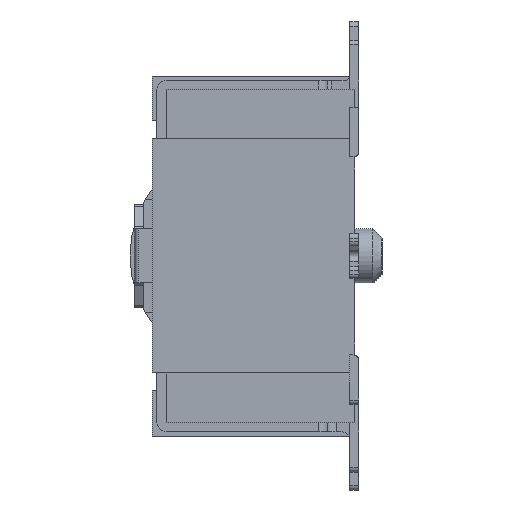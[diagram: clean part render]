
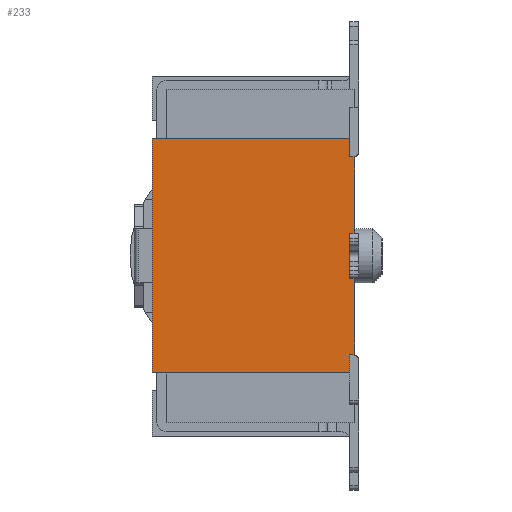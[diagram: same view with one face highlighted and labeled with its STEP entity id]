
A CAD part, left-side view. The second image highlights one B-rep face of the part: STEP entity #233.
In plain terms, the highlighted planar face has unit normal (-1, 0, 0).
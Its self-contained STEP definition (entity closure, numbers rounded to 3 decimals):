
#124 = DIRECTION ( 'NONE',  ( 0., 0., 1. ) ) ;
#218 = VERTEX_POINT ( 'NONE', #2921 ) ;
#233 = ADVANCED_FACE ( 'NONE', ( #2422 ), #4747, .T. ) ;
#283 = CARTESIAN_POINT ( 'NONE',  ( -9.5, -2.38, -2.2 ) ) ;
#318 = EDGE_CURVE ( 'NONE', #1842, #7495, #6326, .T. ) ;
#352 = CARTESIAN_POINT ( 'NONE',  ( -9.5, 2., 2.6 ) ) ;
#375 = CARTESIAN_POINT ( 'NONE',  ( -9.5, -2.5, 2.202 ) ) ;
#402 = CARTESIAN_POINT ( 'NONE',  ( -9.5, -2.38, -0.5 ) ) ;
#443 = EDGE_CURVE ( 'NONE', #3922, #218, #2596, .T. ) ;
#484 = CIRCLE ( 'NONE', #4117, 0.1 ) ;
#555 = ORIENTED_EDGE ( 'NONE', *, *, #443, .T. ) ;
#571 = VECTOR ( 'NONE', #3971, 1000. ) ;
#573 = AXIS2_PLACEMENT_3D ( 'NONE', #3575, #6525, #5407 ) ;
#660 = VECTOR ( 'NONE', #3404, 1000. ) ;
#683 = CARTESIAN_POINT ( 'NONE',  ( -9.5, -2.5, -2.6 ) ) ;
#849 = LINE ( 'NONE', #2774, #660 ) ;
#859 = CARTESIAN_POINT ( 'NONE',  ( -9.5, -2.48, 2.3 ) ) ;
#962 = DIRECTION ( 'NONE',  ( 0., 0., -1. ) ) ;
#969 = ORIENTED_EDGE ( 'NONE', *, *, #2985, .T. ) ;
#1137 = VERTEX_POINT ( 'NONE', #3582 ) ;
#1233 = DIRECTION ( 'NONE',  ( 0., 0., -1. ) ) ;
#1276 = ORIENTED_EDGE ( 'NONE', *, *, #7371, .F. ) ;
#1380 = DIRECTION ( 'NONE',  ( 0., 0., -1. ) ) ;
#1414 = VERTEX_POINT ( 'NONE', #2018 ) ;
#1540 = ORIENTED_EDGE ( 'NONE', *, *, #7041, .F. ) ;
#1577 = ORIENTED_EDGE ( 'NONE', *, *, #318, .F. ) ;
#1701 = VERTEX_POINT ( 'NONE', #3138 ) ;
#1714 = CARTESIAN_POINT ( 'NONE',  ( -9.5, -2.48, -2.2 ) ) ;
#1739 = EDGE_CURVE ( 'NONE', #3922, #1414, #5858, .T. ) ;
#1795 = LINE ( 'NONE', #6881, #4669 ) ;
#1842 = VERTEX_POINT ( 'NONE', #6986 ) ;
#1890 = VERTEX_POINT ( 'NONE', #283 ) ;
#2013 = VERTEX_POINT ( 'NONE', #402 ) ;
#2018 = CARTESIAN_POINT ( 'NONE',  ( -9.5, -2.5, 0.5 ) ) ;
#2342 = DIRECTION ( 'NONE',  ( 0., 0., 1. ) ) ;
#2378 = AXIS2_PLACEMENT_3D ( 'NONE', #859, #4529, #7578 ) ;
#2407 = VERTEX_POINT ( 'NONE', #1714 ) ;
#2422 = FACE_OUTER_BOUND ( 'NONE', #6960, .T. ) ;
#2596 = CIRCLE ( 'NONE', #2378, 0.1 ) ;
#2658 = ORIENTED_EDGE ( 'NONE', *, *, #4262, .F. ) ;
#2660 = CARTESIAN_POINT ( 'NONE',  ( -9.5, -2.38, 0.5 ) ) ;
#2752 = VECTOR ( 'NONE', #2869, 1000. ) ;
#2774 = CARTESIAN_POINT ( 'NONE',  ( -9.5, 2., 0.5 ) ) ;
#2827 = VERTEX_POINT ( 'NONE', #4854 ) ;
#2863 = ORIENTED_EDGE ( 'NONE', *, *, #5092, .F. ) ;
#2869 = DIRECTION ( 'NONE',  ( 0., 0., 1. ) ) ;
#2921 = CARTESIAN_POINT ( 'NONE',  ( -9.5, -2.48, 2.2 ) ) ;
#2985 = EDGE_CURVE ( 'NONE', #1137, #7495, #4161, .T. ) ;
#3138 = CARTESIAN_POINT ( 'NONE',  ( -9.5, -2.38, 2.2 ) ) ;
#3246 = ORIENTED_EDGE ( 'NONE', *, *, #1739, .F. ) ;
#3251 = CARTESIAN_POINT ( 'NONE',  ( -9.5, -2.38, 4. ) ) ;
#3343 = LINE ( 'NONE', #3251, #2752 ) ;
#3404 = DIRECTION ( 'NONE',  ( 0., 1., 0. ) ) ;
#3543 = ORIENTED_EDGE ( 'NONE', *, *, #6750, .F. ) ;
#3575 = CARTESIAN_POINT ( 'NONE',  ( -9.5, 2., 4. ) ) ;
#3582 = CARTESIAN_POINT ( 'NONE',  ( -9.5, -2.38, 2.6 ) ) ;
#3686 = VECTOR ( 'NONE', #7757, 1000. ) ;
#3922 = VERTEX_POINT ( 'NONE', #375 ) ;
#3971 = DIRECTION ( 'NONE',  ( 0., -1., 0. ) ) ;
#3991 = LINE ( 'NONE', #5865, #4387 ) ;
#4045 = CARTESIAN_POINT ( 'NONE',  ( -9.5, -2.5, 2.6 ) ) ;
#4068 = EDGE_CURVE ( 'NONE', #2827, #1842, #5574, .T. ) ;
#4074 = CARTESIAN_POINT ( 'NONE',  ( -9.5, -2.38, 4. ) ) ;
#4096 = VECTOR ( 'NONE', #4759, 1000. ) ;
#4117 = AXIS2_PLACEMENT_3D ( 'NONE', #6825, #4316, #124 ) ;
#4161 = LINE ( 'NONE', #4045, #3686 ) ;
#4251 = CARTESIAN_POINT ( 'NONE',  ( -9.5, 2., -0.5 ) ) ;
#4262 = EDGE_CURVE ( 'NONE', #1701, #218, #1795, .T. ) ;
#4316 = DIRECTION ( 'NONE',  ( 1., 0., 0. ) ) ;
#4387 = VECTOR ( 'NONE', #962, 1000. ) ;
#4529 = DIRECTION ( 'NONE',  ( 1., 0., 0. ) ) ;
#4551 = ORIENTED_EDGE ( 'NONE', *, *, #6087, .T. ) ;
#4669 = VECTOR ( 'NONE', #7583, 1000. ) ;
#4671 = LINE ( 'NONE', #4251, #4096 ) ;
#4747 = PLANE ( 'NONE',  #573 ) ;
#4759 = DIRECTION ( 'NONE',  ( 0., -1., 0. ) ) ;
#4785 = VERTEX_POINT ( 'NONE', #5562 ) ;
#4854 = CARTESIAN_POINT ( 'NONE',  ( -9.5, -2.38, -2.6 ) ) ;
#4919 = ORIENTED_EDGE ( 'NONE', *, *, #4068, .F. ) ;
#4942 = CARTESIAN_POINT ( 'NONE',  ( -9.5, -2.5, 4. ) ) ;
#5048 = DIRECTION ( 'NONE',  ( 0., 1., 0. ) ) ;
#5092 = EDGE_CURVE ( 'NONE', #7015, #4785, #7677, .T. ) ;
#5125 = VERTEX_POINT ( 'NONE', #2660 ) ;
#5136 = ORIENTED_EDGE ( 'NONE', *, *, #6770, .T. ) ;
#5281 = LINE ( 'NONE', #4074, #6864 ) ;
#5407 = DIRECTION ( 'NONE',  ( 0., 0., 1. ) ) ;
#5503 = EDGE_CURVE ( 'NONE', #2407, #4785, #484, .T. ) ;
#5562 = CARTESIAN_POINT ( 'NONE',  ( -9.5, -2.5, -2.202 ) ) ;
#5574 = LINE ( 'NONE', #683, #7832 ) ;
#5858 = LINE ( 'NONE', #6704, #6777 ) ;
#5865 = CARTESIAN_POINT ( 'NONE',  ( -9.5, -2.38, 4. ) ) ;
#6087 = EDGE_CURVE ( 'NONE', #1890, #2407, #6127, .T. ) ;
#6127 = LINE ( 'NONE', #6920, #571 ) ;
#6155 = CARTESIAN_POINT ( 'NONE',  ( -9.5, 2., 4. ) ) ;
#6326 = LINE ( 'NONE', #6155, #6879 ) ;
#6379 = EDGE_CURVE ( 'NONE', #2013, #5125, #5281, .T. ) ;
#6399 = CARTESIAN_POINT ( 'NONE',  ( -9.5, -2.5, -0.5 ) ) ;
#6525 = DIRECTION ( 'NONE',  ( -1., 0., 0. ) ) ;
#6704 = CARTESIAN_POINT ( 'NONE',  ( -9.5, -2.5, 4. ) ) ;
#6724 = ORIENTED_EDGE ( 'NONE', *, *, #5503, .T. ) ;
#6750 = EDGE_CURVE ( 'NONE', #1890, #2827, #3991, .T. ) ;
#6770 = EDGE_CURVE ( 'NONE', #1701, #1137, #3343, .T. ) ;
#6777 = VECTOR ( 'NONE', #1380, 1000. ) ;
#6825 = CARTESIAN_POINT ( 'NONE',  ( -9.5, -2.48, -2.3 ) ) ;
#6864 = VECTOR ( 'NONE', #2342, 1000. ) ;
#6879 = VECTOR ( 'NONE', #7261, 1000. ) ;
#6881 = CARTESIAN_POINT ( 'NONE',  ( -9.5, 2., 2.2 ) ) ;
#6920 = CARTESIAN_POINT ( 'NONE',  ( -9.5, 2., -2.2 ) ) ;
#6960 = EDGE_LOOP ( 'NONE', ( #3543, #4551, #6724, #2863, #1540, #7939, #1276, #3246, #555, #2658, #5136, #969, #1577, #4919 ) ) ;
#6986 = CARTESIAN_POINT ( 'NONE',  ( -9.5, 2., -2.6 ) ) ;
#7015 = VERTEX_POINT ( 'NONE', #6399 ) ;
#7041 = EDGE_CURVE ( 'NONE', #2013, #7015, #4671, .T. ) ;
#7261 = DIRECTION ( 'NONE',  ( 0., 0., 1. ) ) ;
#7371 = EDGE_CURVE ( 'NONE', #1414, #5125, #849, .T. ) ;
#7473 = VECTOR ( 'NONE', #1233, 1000. ) ;
#7495 = VERTEX_POINT ( 'NONE', #352 ) ;
#7578 = DIRECTION ( 'NONE',  ( 0., 0., 1. ) ) ;
#7583 = DIRECTION ( 'NONE',  ( 0., -1., 0. ) ) ;
#7677 = LINE ( 'NONE', #4942, #7473 ) ;
#7757 = DIRECTION ( 'NONE',  ( 0., 1., 0. ) ) ;
#7832 = VECTOR ( 'NONE', #5048, 1000. ) ;
#7939 = ORIENTED_EDGE ( 'NONE', *, *, #6379, .T. ) ;
